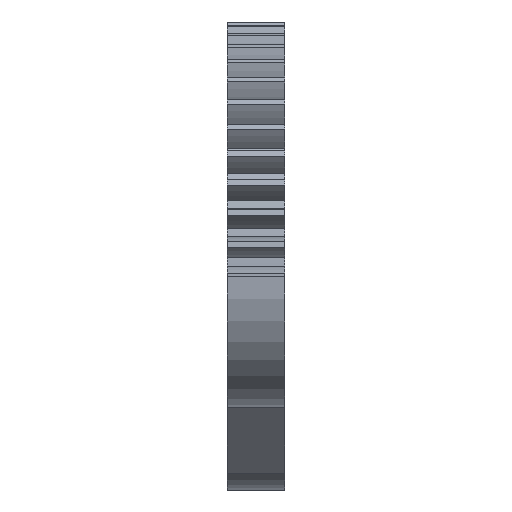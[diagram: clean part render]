
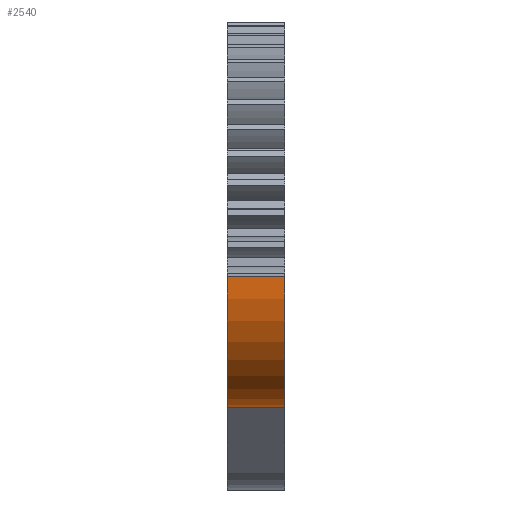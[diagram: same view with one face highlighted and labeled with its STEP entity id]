
A CAD part, top view. The second image highlights one B-rep face of the part: STEP entity #2540.
In plain terms, the highlighted cylindrical face has radius 8 mm (diameter 16 mm), a partial arc.
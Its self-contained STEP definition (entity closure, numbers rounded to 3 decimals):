
#107 = CARTESIAN_POINT ( 'NONE',  ( 20.302, 16.279, 35.119 ) ) ;
#520 = CARTESIAN_POINT ( 'NONE',  ( 23.802, 16.279, 35.119 ) ) ;
#541 = ORIENTED_EDGE ( 'NONE', *, *, #4287, .T. ) ;
#552 = AXIS2_PLACEMENT_3D ( 'NONE', #1087, #4591, #1568 ) ;
#1087 = CARTESIAN_POINT ( 'NONE',  ( 23.802, 23.841, 37.731 ) ) ;
#1136 = CARTESIAN_POINT ( 'NONE',  ( 20.302, 23.841, 45.731 ) ) ;
#1321 = EDGE_CURVE ( 'NONE', #4893, #3953, #3311, .T. ) ;
#1568 = DIRECTION ( 'NONE',  ( 0., 0.998, 0.063 ) ) ;
#1699 = LINE ( 'NONE', #1136, #5308 ) ;
#1819 = ORIENTED_EDGE ( 'NONE', *, *, #5530, .T. ) ;
#1992 = VERTEX_POINT ( 'NONE', #5132 ) ;
#2455 = AXIS2_PLACEMENT_3D ( 'NONE', #2807, #2827, #2964 ) ;
#2540 = ADVANCED_FACE ( 'NONE', ( #4488 ), #3865, .T. ) ;
#2750 = CARTESIAN_POINT ( 'NONE',  ( -8.836, 16.279, 35.119 ) ) ;
#2807 = CARTESIAN_POINT ( 'NONE',  ( 20.302, 23.841, 37.731 ) ) ;
#2827 = DIRECTION ( 'NONE',  ( 1., 0., 0. ) ) ;
#2927 = AXIS2_PLACEMENT_3D ( 'NONE', #5761, #5768, #5775 ) ;
#2964 = DIRECTION ( 'NONE',  ( 0., 0.998, 0.063 ) ) ;
#3164 = CIRCLE ( 'NONE', #552, 8. ) ;
#3311 = CIRCLE ( 'NONE', #2927, 8. ) ;
#3330 = EDGE_LOOP ( 'NONE', ( #4189, #541, #1819, #4097 ) ) ;
#3749 = VECTOR ( 'NONE', #5080, 1000. ) ;
#3865 = CYLINDRICAL_SURFACE ( 'NONE', #2455, 8. ) ;
#3916 = LINE ( 'NONE', #2750, #3749 ) ;
#3953 = VERTEX_POINT ( 'NONE', #5351 ) ;
#4097 = ORIENTED_EDGE ( 'NONE', *, *, #4401, .F. ) ;
#4189 = ORIENTED_EDGE ( 'NONE', *, *, #1321, .F. ) ;
#4287 = EDGE_CURVE ( 'NONE', #4893, #5485, #3916, .T. ) ;
#4401 = EDGE_CURVE ( 'NONE', #3953, #1992, #1699, .T. ) ;
#4488 = FACE_OUTER_BOUND ( 'NONE', #3330, .T. ) ;
#4591 = DIRECTION ( 'NONE',  ( -1., 0., 0. ) ) ;
#4633 = DIRECTION ( 'NONE',  ( 1., 0., 0. ) ) ;
#4893 = VERTEX_POINT ( 'NONE', #107 ) ;
#5080 = DIRECTION ( 'NONE',  ( 1., 0., 0. ) ) ;
#5132 = CARTESIAN_POINT ( 'NONE',  ( 23.802, 23.841, 45.731 ) ) ;
#5308 = VECTOR ( 'NONE', #4633, 1000. ) ;
#5351 = CARTESIAN_POINT ( 'NONE',  ( 20.302, 23.841, 45.731 ) ) ;
#5485 = VERTEX_POINT ( 'NONE', #520 ) ;
#5530 = EDGE_CURVE ( 'NONE', #5485, #1992, #3164, .T. ) ;
#5761 = CARTESIAN_POINT ( 'NONE',  ( 20.302, 23.841, 37.731 ) ) ;
#5768 = DIRECTION ( 'NONE',  ( -1., 0., 0. ) ) ;
#5775 = DIRECTION ( 'NONE',  ( 0., 0.998, 0.063 ) ) ;
